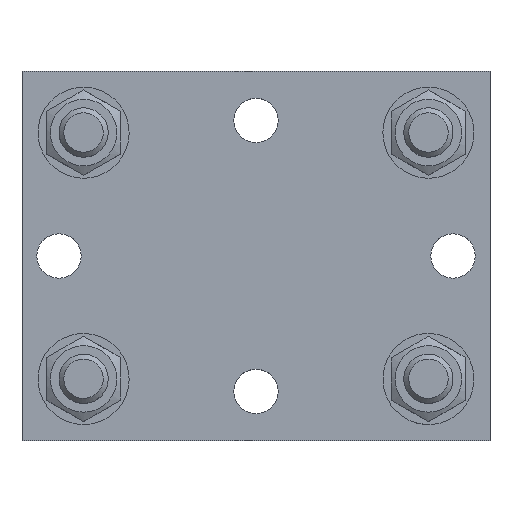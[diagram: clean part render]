
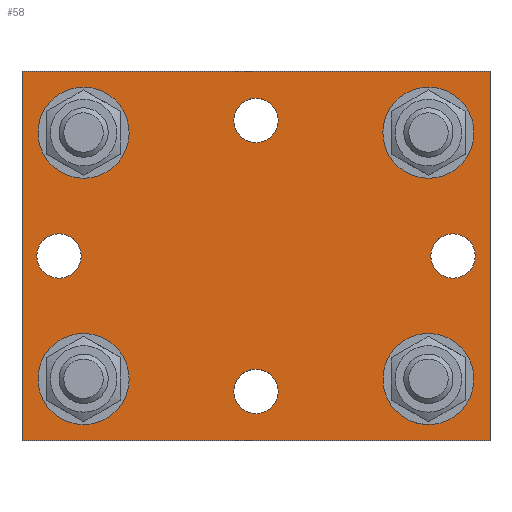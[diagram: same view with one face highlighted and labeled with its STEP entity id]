
A CAD part, top view. The second image highlights one B-rep face of the part: STEP entity #58.
In plain terms, the highlighted planar face has unit normal (0, 0, 1).
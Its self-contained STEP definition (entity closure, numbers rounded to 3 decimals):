
#58=ADVANCED_FACE('',(#188,#190,#192,#194,#196,#198,#200,#202,#204),#206,.T.);
#188=FACE_BOUND('',#189,.T.);
#189=EDGE_LOOP('',(#1167,#1168,#1169,#1170));
#190=FACE_BOUND('',#191,.T.);
#191=EDGE_LOOP('',(#1171));
#192=FACE_BOUND('',#193,.T.);
#193=EDGE_LOOP('',(#1172));
#194=FACE_BOUND('',#195,.T.);
#195=EDGE_LOOP('',(#1173));
#196=FACE_BOUND('',#197,.T.);
#197=EDGE_LOOP('',(#1174));
#198=FACE_BOUND('',#199,.T.);
#199=EDGE_LOOP('',(#1175));
#200=FACE_BOUND('',#201,.T.);
#201=EDGE_LOOP('',(#1176));
#202=FACE_BOUND('',#203,.T.);
#203=EDGE_LOOP('',(#1177));
#204=FACE_BOUND('',#205,.T.);
#205=EDGE_LOOP('',(#1178));
#206=PLANE('',#207);
#207=AXIS2_PLACEMENT_3D('',#208,#209,#210);
#208=CARTESIAN_POINT('',(0.,0.,15.));
#209=DIRECTION('',(0.,0.,1.));
#210=DIRECTION('',(1.,0.,0.));
#1167=ORIENTED_EDGE('',*,*,#1743,.T.);
#1168=ORIENTED_EDGE('',*,*,#1744,.T.);
#1169=ORIENTED_EDGE('',*,*,#1745,.T.);
#1170=ORIENTED_EDGE('',*,*,#1746,.T.);
#1171=ORIENTED_EDGE('',*,*,#1747,.F.);
#1172=ORIENTED_EDGE('',*,*,#1748,.F.);
#1173=ORIENTED_EDGE('',*,*,#1749,.T.);
#1174=ORIENTED_EDGE('',*,*,#1750,.T.);
#1175=ORIENTED_EDGE('',*,*,#1751,.T.);
#1176=ORIENTED_EDGE('',*,*,#1752,.T.);
#1177=ORIENTED_EDGE('',*,*,#1753,.F.);
#1178=ORIENTED_EDGE('',*,*,#1754,.F.);
#1743=EDGE_CURVE('',#1993,#1994,#1995,.T.);
#1744=EDGE_CURVE('',#1994,#1996,#1997,.T.);
#1745=EDGE_CURVE('',#1996,#1998,#1999,.T.);
#1746=EDGE_CURVE('',#1998,#1993,#2000,.T.);
#1747=EDGE_CURVE('',#2001,#2001,#2002,.F.);
#1748=EDGE_CURVE('',#2003,#2003,#2004,.F.);
#1749=EDGE_CURVE('',#2005,#2005,#2006,.F.);
#1750=EDGE_CURVE('',#2007,#2007,#2008,.F.);
#1751=EDGE_CURVE('',#2009,#2009,#2010,.F.);
#1752=EDGE_CURVE('',#2011,#2011,#2012,.F.);
#1753=EDGE_CURVE('',#2013,#2013,#2014,.F.);
#1754=EDGE_CURVE('',#2015,#2015,#2016,.F.);
#1993=VERTEX_POINT('',#2395);
#1994=VERTEX_POINT('',#2396);
#1995=LINE('',#2397,#2398);
#1996=VERTEX_POINT('',#2400);
#1997=LINE('',#2401,#2402);
#1998=VERTEX_POINT('',#2404);
#1999=LINE('',#2405,#2406);
#2000=LINE('',#2408,#2409);
#2001=VERTEX_POINT('',#2411);
#2002=CIRCLE('',#2412,13.5);
#2003=VERTEX_POINT('',#2416);
#2004=CIRCLE('',#2417,13.5);
#2005=VERTEX_POINT('',#2421);
#2006=CIRCLE('',#2422,9.);
#2007=VERTEX_POINT('',#2426);
#2008=CIRCLE('',#2427,9.);
#2009=VERTEX_POINT('',#2431);
#2010=CIRCLE('',#2432,9.);
#2011=VERTEX_POINT('',#2436);
#2012=CIRCLE('',#2437,9.);
#2013=VERTEX_POINT('',#2441);
#2014=CIRCLE('',#2442,13.5);
#2015=VERTEX_POINT('',#2446);
#2016=CIRCLE('',#2447,13.5);
#2395=CARTESIAN_POINT('',(95.,-75.,15.));
#2396=CARTESIAN_POINT('',(95.,75.,15.));
#2397=CARTESIAN_POINT('',(95.,-75.,15.));
#2398=VECTOR('',#2399,1.);
#2399=DIRECTION('',(0.,1.,0.));
#2400=CARTESIAN_POINT('',(-95.,75.,15.));
#2401=CARTESIAN_POINT('',(95.,75.,15.));
#2402=VECTOR('',#2403,1.);
#2403=DIRECTION('',(-1.,0.,0.));
#2404=CARTESIAN_POINT('',(-95.,-75.,15.));
#2405=CARTESIAN_POINT('',(-95.,75.,15.));
#2406=VECTOR('',#2407,1.);
#2407=DIRECTION('',(0.,-1.,0.));
#2408=CARTESIAN_POINT('',(-95.,-75.,15.));
#2409=VECTOR('',#2410,1.);
#2410=DIRECTION('',(1.,0.,0.));
#2411=CARTESIAN_POINT('',(-81.691,56.75,15.));
#2412=AXIS2_PLACEMENT_3D('',#2413,#2414,#2415);
#2413=CARTESIAN_POINT('',(-70.,50.,15.));
#2414=DIRECTION('',(0.,0.,-1.));
#2415=DIRECTION('',(-0.866,0.5,0.));
#2416=CARTESIAN_POINT('',(-81.691,-43.25,15.));
#2417=AXIS2_PLACEMENT_3D('',#2418,#2419,#2420);
#2418=CARTESIAN_POINT('',(-70.,-50.,15.));
#2419=DIRECTION('',(0.,0.,-1.));
#2420=DIRECTION('',(-0.866,0.5,0.));
#2421=CARTESIAN_POINT('',(9.,55.,15.));
#2422=AXIS2_PLACEMENT_3D('',#2423,#2424,#2425);
#2423=CARTESIAN_POINT('',(0.,55.,15.));
#2424=DIRECTION('',(0.,0.,1.));
#2425=DIRECTION('',(1.,0.,0.));
#2426=CARTESIAN_POINT('',(89.,0.,15.));
#2427=AXIS2_PLACEMENT_3D('',#2428,#2429,#2430);
#2428=CARTESIAN_POINT('',(80.,0.,15.));
#2429=DIRECTION('',(0.,0.,1.));
#2430=DIRECTION('',(1.,0.,0.));
#2431=CARTESIAN_POINT('',(9.,-55.,15.));
#2432=AXIS2_PLACEMENT_3D('',#2433,#2434,#2435);
#2433=CARTESIAN_POINT('',(0.,-55.,15.));
#2434=DIRECTION('',(0.,0.,1.));
#2435=DIRECTION('',(1.,0.,0.));
#2436=CARTESIAN_POINT('',(-71.,0.,15.));
#2437=AXIS2_PLACEMENT_3D('',#2438,#2439,#2440);
#2438=CARTESIAN_POINT('',(-80.,0.,15.));
#2439=DIRECTION('',(0.,0.,1.));
#2440=DIRECTION('',(1.,0.,0.));
#2441=CARTESIAN_POINT('',(58.309,-43.25,15.));
#2442=AXIS2_PLACEMENT_3D('',#2443,#2444,#2445);
#2443=CARTESIAN_POINT('',(70.,-50.,15.));
#2444=DIRECTION('',(0.,0.,-1.));
#2445=DIRECTION('',(-0.866,0.5,0.));
#2446=CARTESIAN_POINT('',(58.309,56.75,15.));
#2447=AXIS2_PLACEMENT_3D('',#2448,#2449,#2450);
#2448=CARTESIAN_POINT('',(70.,50.,15.));
#2449=DIRECTION('',(0.,0.,-1.));
#2450=DIRECTION('',(-0.866,0.5,0.));
